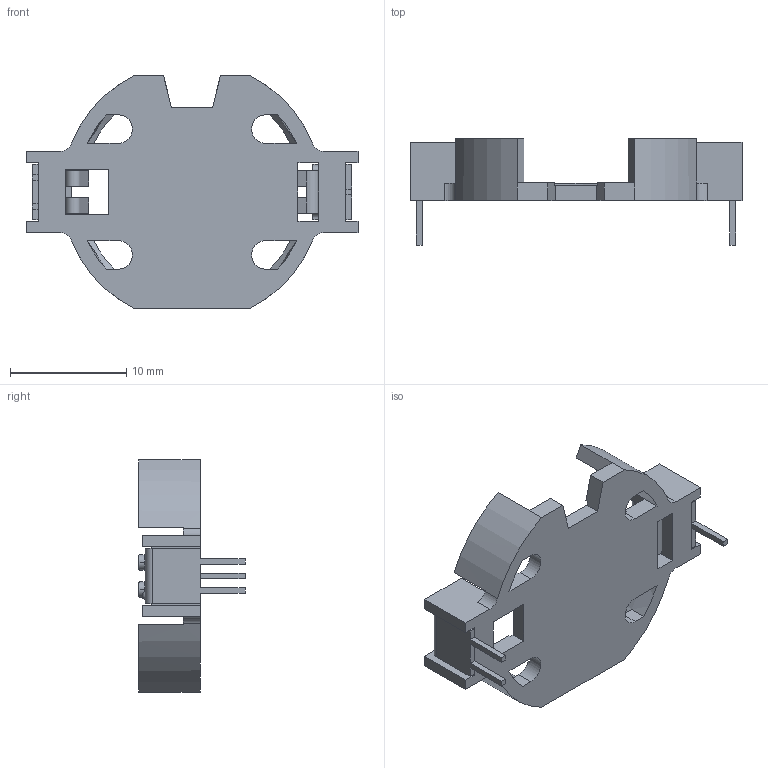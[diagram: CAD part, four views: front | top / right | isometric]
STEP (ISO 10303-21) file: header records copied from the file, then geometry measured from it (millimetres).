
FILE_DESCRIPTION (( 'STEP AP214' ), '1' );
FILE_NAME ('BU2032-1-HD-G.STEP', '2019-10-17T12:58:13', ( '' ), ( '' ), 'SwSTEP 2.0', 'SolidWorks 2017', '' );
FILE_SCHEMA (( 'AUTOMOTIVE_DESIGN' ));
Length unit declared in the file: millimetre
Products named in the file (1): BU2032-1-HD-G
Bounding box: 28.6 x 9.15 x 20 mm (x, y, z)
Volume: 814 mm3; surface area: 1734.7 mm2
Topology: 3 solids, 3 shells, 218 faces, 598 edges, 378 vertices
Faces by surface type: plane 145, cylinder 65, sphere 4, cone 4
Entity records: 6914 total; most frequent: CARTESIAN_POINT 1267, ORIENTED_EDGE 1180, DIRECTION 1150, EDGE_CURVE 590, LINE 420, VECTOR 420, VERTEX_POINT 374, AXIS2_PLACEMENT_3D 365
